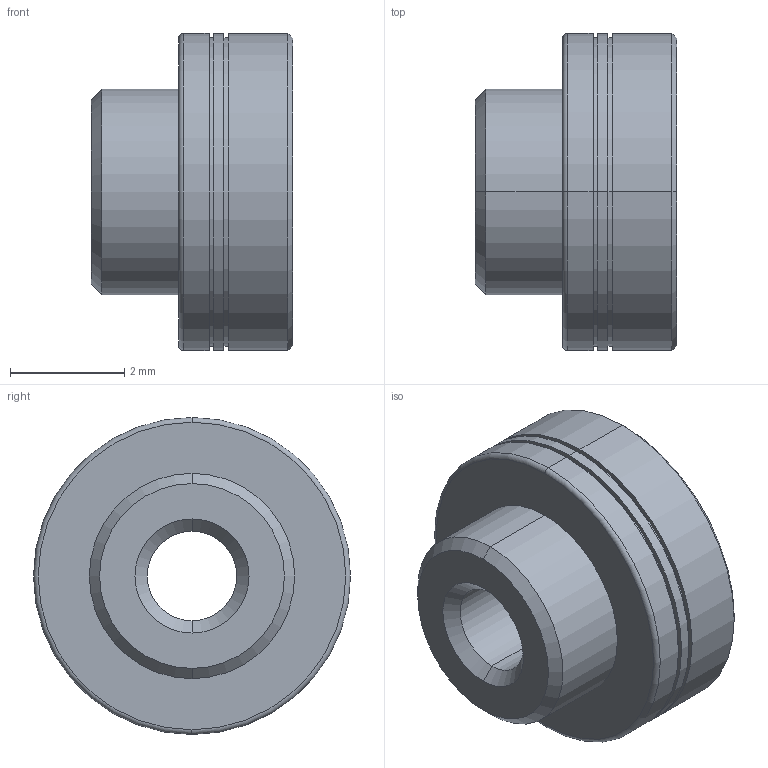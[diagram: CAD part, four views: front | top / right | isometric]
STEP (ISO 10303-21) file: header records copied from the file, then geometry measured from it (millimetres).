
FILE_DESCRIPTION(('starvars output'),'1');
FILE_NAME('cv20250420171213000017987.stp','17:12:16 2025/04/20',('Thomas Industrial Network Germany GmbH'),(' '),'Spatial InterOp 3D',' ',' ');
FILE_SCHEMA(('AP242_MANAGED_MODEL_BASED_3D_ENGINEERING_MIM_LF {1 0 10303 442 2 1 4}'));
Length unit declared in the file: millimetre
Products named in the file (1): 1
Bounding box: 3.53 x 5.56 x 5.56 mm (x, y, z)
Volume: 56.6 mm3; surface area: 117.5 mm2
Topology: 1 solids, 7 shells, 153 faces, 392 edges, 258 vertices
Faces by surface type: plane 125, cylinder 18, cone 8, torus 2
Entity records: 5830 total; most frequent: CARTESIAN_POINT 804, ORIENTED_EDGE 784, DIRECTION 748, EDGE_CURVE 392, LINE 344, VECTOR 344, VERTEX_POINT 258, AXIS2_PLACEMENT_3D 202
